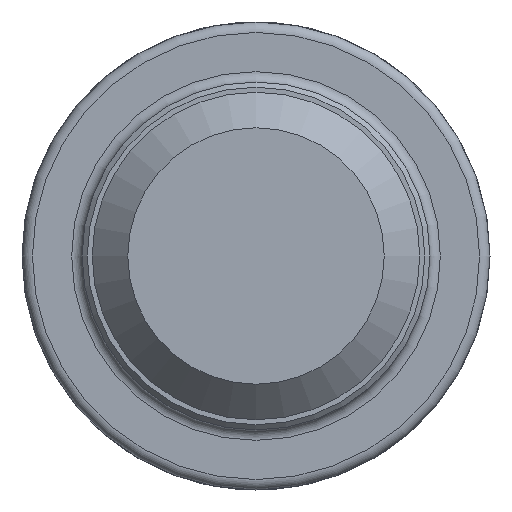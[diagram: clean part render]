
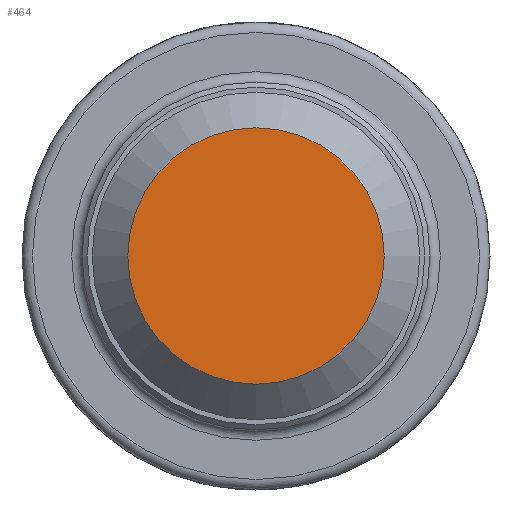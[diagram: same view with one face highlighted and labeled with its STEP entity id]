
A CAD part, left-side view. The second image highlights one B-rep face of the part: STEP entity #464.
In plain terms, the highlighted planar face has unit normal (-1, 0, 0).
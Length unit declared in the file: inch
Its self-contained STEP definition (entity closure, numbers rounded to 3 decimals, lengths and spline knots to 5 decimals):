
#70=CIRCLE('',#538,0.2465);
#86=PLANE('',#537);
#109=FACE_OUTER_BOUND('',#140,.T.);
#140=EDGE_LOOP('',(#406));
#229=VERTEX_POINT('',#882);
#289=EDGE_CURVE('',#229,#229,#70,.T.);
#406=ORIENTED_EDGE('',*,*,#289,.F.);
#464=ADVANCED_FACE('',(#109),#86,.T.);
#537=AXIS2_PLACEMENT_3D('',#881,#676,#677);
#538=AXIS2_PLACEMENT_3D('',#883,#678,#679);
#676=DIRECTION('center_axis',(-1.,0.,0.));
#677=DIRECTION('ref_axis',(0.,0.,1.));
#678=DIRECTION('center_axis',(1.,0.,0.));
#679=DIRECTION('ref_axis',(0.,0.,-1.));
#881=CARTESIAN_POINT('Origin',(0.,0.2465,0.));
#882=CARTESIAN_POINT('',(0.,-0.2465,0.));
#883=CARTESIAN_POINT('Origin',(0.,0.,0.));
